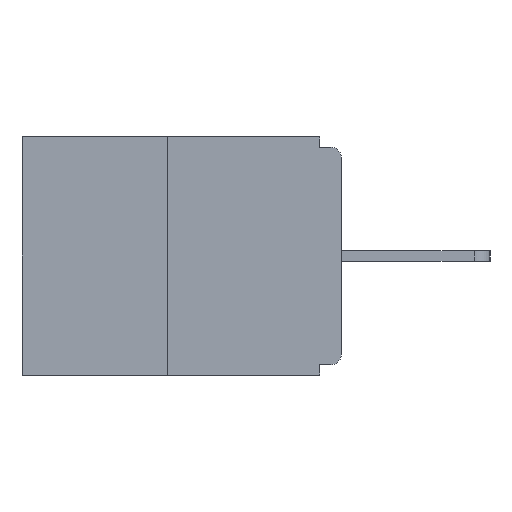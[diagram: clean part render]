
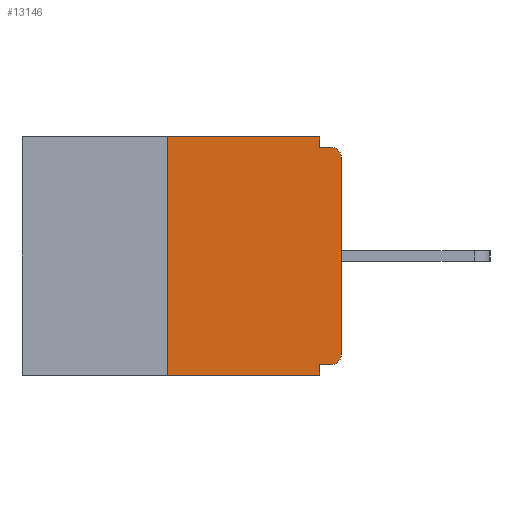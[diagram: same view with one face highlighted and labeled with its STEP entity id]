
A CAD part, left-side view. The second image highlights one B-rep face of the part: STEP entity #13146.
In plain terms, the highlighted planar face has unit normal (-1, 0, 0).
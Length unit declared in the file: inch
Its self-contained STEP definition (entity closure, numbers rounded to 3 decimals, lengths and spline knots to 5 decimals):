
#307 = DIRECTION ( 'NONE',  ( 0., 0., 1. ) ) ;
#324 = LINE ( 'NONE', #9072, #18193 ) ;
#578 = DIRECTION ( 'NONE',  ( 0., 0., -1. ) ) ;
#874 = EDGE_CURVE ( 'NONE', #13236, #15563, #6545, .T. ) ;
#1739 = LINE ( 'NONE', #17244, #19115 ) ;
#1981 = LINE ( 'NONE', #10534, #18404 ) ;
#2183 = CARTESIAN_POINT ( 'NONE',  ( 0., 0.015, -0.328 ) ) ;
#2264 = VERTEX_POINT ( 'NONE', #2183 ) ;
#3589 = CARTESIAN_POINT ( 'NONE',  ( 0., 0.25, 0. ) ) ;
#3863 = ORIENTED_EDGE ( 'NONE', *, *, #21878, .F. ) ;
#4141 = DIRECTION ( 'NONE',  ( 0., -1., 0. ) ) ;
#4391 = VERTEX_POINT ( 'NONE', #15544 ) ;
#4648 = ORIENTED_EDGE ( 'NONE', *, *, #10972, .F. ) ;
#5100 = PLANE ( 'NONE',  #9953 ) ;
#5193 = AXIS2_PLACEMENT_3D ( 'NONE', #20384, #18953, #8754 ) ;
#5872 = CARTESIAN_POINT ( 'NONE',  ( 0., 0.25, -0.343 ) ) ;
#6037 = CARTESIAN_POINT ( 'NONE',  ( 0., 0., 0. ) ) ;
#6150 = CARTESIAN_POINT ( 'NONE',  ( 0., 0.031, -0.343 ) ) ;
#6545 = CIRCLE ( 'NONE', #7977, 0.015 ) ;
#6610 = VERTEX_POINT ( 'NONE', #21776 ) ;
#6678 = DIRECTION ( 'NONE',  ( 0., 0., -1. ) ) ;
#6940 = LINE ( 'NONE', #3589, #17778 ) ;
#6994 = VERTEX_POINT ( 'NONE', #6150 ) ;
#7145 = VECTOR ( 'NONE', #11491, 39.37008 ) ;
#7156 = ORIENTED_EDGE ( 'NONE', *, *, #7347, .F. ) ;
#7305 = DIRECTION ( 'NONE',  ( 0., -1., 0. ) ) ;
#7347 = EDGE_CURVE ( 'NONE', #9733, #6610, #1981, .T. ) ;
#7977 = AXIS2_PLACEMENT_3D ( 'NONE', #8688, #15448, #17325 ) ;
#8565 = LINE ( 'NONE', #11688, #11398 ) ;
#8688 = CARTESIAN_POINT ( 'NONE',  ( 0., 0.015, -0.03 ) ) ;
#8754 = DIRECTION ( 'NONE',  ( 0., 0., -1. ) ) ;
#9072 = CARTESIAN_POINT ( 'NONE',  ( 0., 0., -0.015 ) ) ;
#9590 = VERTEX_POINT ( 'NONE', #11061 ) ;
#9733 = VERTEX_POINT ( 'NONE', #10210 ) ;
#9953 = AXIS2_PLACEMENT_3D ( 'NONE', #11796, #13239, #6678 ) ;
#10023 = FACE_OUTER_BOUND ( 'NONE', #19407, .T. ) ;
#10210 = CARTESIAN_POINT ( 'NONE',  ( 0., 0.25, 0. ) ) ;
#10534 = CARTESIAN_POINT ( 'NONE',  ( 0., 0.46, 0. ) ) ;
#10972 = EDGE_CURVE ( 'NONE', #21417, #9733, #6940, .T. ) ;
#11061 = CARTESIAN_POINT ( 'NONE',  ( 0., 0.031, -0.328 ) ) ;
#11233 = CARTESIAN_POINT ( 'NONE',  ( 0., 0.031, -0.343 ) ) ;
#11398 = VECTOR ( 'NONE', #11578, 39.37008 ) ;
#11491 = DIRECTION ( 'NONE',  ( 0., 0., 1. ) ) ;
#11551 = ORIENTED_EDGE ( 'NONE', *, *, #17901, .T. ) ;
#11578 = DIRECTION ( 'NONE',  ( 0., 0., -1. ) ) ;
#11688 = CARTESIAN_POINT ( 'NONE',  ( 0., 0.031, 0. ) ) ;
#11796 = CARTESIAN_POINT ( 'NONE',  ( 0., 0.46, 0. ) ) ;
#12235 = EDGE_CURVE ( 'NONE', #21417, #6994, #1739, .T. ) ;
#12493 = ORIENTED_EDGE ( 'NONE', *, *, #18036, .F. ) ;
#12644 = ORIENTED_EDGE ( 'NONE', *, *, #13113, .F. ) ;
#12884 = LINE ( 'NONE', #11233, #18979 ) ;
#13113 = EDGE_CURVE ( 'NONE', #6610, #4391, #8565, .T. ) ;
#13146 = ADVANCED_FACE ( 'NONE', ( #10023 ), #5100, .F. ) ;
#13177 = ORIENTED_EDGE ( 'NONE', *, *, #874, .T. ) ;
#13236 = VERTEX_POINT ( 'NONE', #18877 ) ;
#13239 = DIRECTION ( 'NONE',  ( 1., 0., 0. ) ) ;
#14073 = CARTESIAN_POINT ( 'NONE',  ( 0., 0.015, -0.015 ) ) ;
#14081 = CIRCLE ( 'NONE', #5193, 0.015 ) ;
#14086 = CARTESIAN_POINT ( 'NONE',  ( 0., 0., -0.328 ) ) ;
#14592 = VECTOR ( 'NONE', #20721, 39.37008 ) ;
#15224 = EDGE_CURVE ( 'NONE', #9590, #6994, #12884, .T. ) ;
#15448 = DIRECTION ( 'NONE',  ( -1., 0., 0. ) ) ;
#15544 = CARTESIAN_POINT ( 'NONE',  ( 0., 0.031, -0.015 ) ) ;
#15563 = VERTEX_POINT ( 'NONE', #14073 ) ;
#16340 = LINE ( 'NONE', #6037, #7145 ) ;
#16705 = EDGE_CURVE ( 'NONE', #2264, #19199, #14081, .T. ) ;
#16706 = ORIENTED_EDGE ( 'NONE', *, *, #15224, .F. ) ;
#16907 = DIRECTION ( 'NONE',  ( 0., -1., 0. ) ) ;
#17244 = CARTESIAN_POINT ( 'NONE',  ( 0., 0.46, -0.343 ) ) ;
#17325 = DIRECTION ( 'NONE',  ( 0., 0., -1. ) ) ;
#17778 = VECTOR ( 'NONE', #307, 39.37008 ) ;
#17901 = EDGE_CURVE ( 'NONE', #19199, #13236, #16340, .T. ) ;
#18036 = EDGE_CURVE ( 'NONE', #2264, #9590, #21745, .T. ) ;
#18193 = VECTOR ( 'NONE', #4141, 39.37008 ) ;
#18404 = VECTOR ( 'NONE', #7305, 39.37008 ) ;
#18570 = CARTESIAN_POINT ( 'NONE',  ( 0., 0., -0.313 ) ) ;
#18877 = CARTESIAN_POINT ( 'NONE',  ( 0., 0., -0.03 ) ) ;
#18953 = DIRECTION ( 'NONE',  ( -1., 0., 0. ) ) ;
#18979 = VECTOR ( 'NONE', #578, 39.37008 ) ;
#19115 = VECTOR ( 'NONE', #16907, 39.37008 ) ;
#19199 = VERTEX_POINT ( 'NONE', #18570 ) ;
#19284 = ORIENTED_EDGE ( 'NONE', *, *, #16705, .T. ) ;
#19407 = EDGE_LOOP ( 'NONE', ( #7156, #4648, #21039, #16706, #12493, #19284, #11551, #13177, #3863, #12644 ) ) ;
#20384 = CARTESIAN_POINT ( 'NONE',  ( 0., 0.015, -0.313 ) ) ;
#20721 = DIRECTION ( 'NONE',  ( 0., 1., 0. ) ) ;
#21039 = ORIENTED_EDGE ( 'NONE', *, *, #12235, .T. ) ;
#21417 = VERTEX_POINT ( 'NONE', #5872 ) ;
#21745 = LINE ( 'NONE', #14086, #14592 ) ;
#21776 = CARTESIAN_POINT ( 'NONE',  ( 0., 0.031, 0. ) ) ;
#21878 = EDGE_CURVE ( 'NONE', #4391, #15563, #324, .T. ) ;
